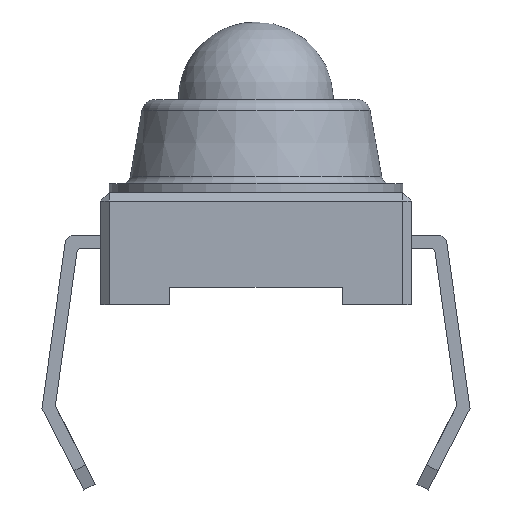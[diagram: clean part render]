
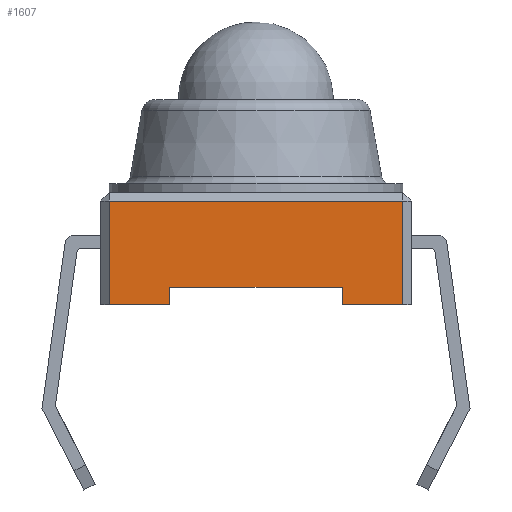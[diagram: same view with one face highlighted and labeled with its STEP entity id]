
A CAD part, front view. The second image highlights one B-rep face of the part: STEP entity #1607.
In plain terms, the highlighted planar face has unit normal (0, -1, 0).
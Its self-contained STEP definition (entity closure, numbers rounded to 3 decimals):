
#96=FACE_OUTER_BOUND('',#190,.T.);
#190=EDGE_LOOP('',(#1175,#1176,#1177,#1178,#1179,#1180,#1181,#1182));
#282=LINE('',#2310,#484);
#285=LINE('',#2316,#487);
#287=LINE('',#2321,#489);
#301=LINE('',#2349,#503);
#320=LINE('',#2387,#522);
#322=LINE('',#2391,#524);
#323=LINE('',#2394,#525);
#328=LINE('',#2402,#530);
#484=VECTOR('',#1859,10.);
#487=VECTOR('',#1864,10.);
#489=VECTOR('',#1868,10.);
#503=VECTOR('',#1890,10.);
#522=VECTOR('',#1923,10.);
#524=VECTOR('',#1927,10.);
#525=VECTOR('',#1930,10.);
#530=VECTOR('',#1941,10.);
#662=VERTEX_POINT('',#2261);
#665=VERTEX_POINT('',#2268);
#677=VERTEX_POINT('',#2312);
#680=VERTEX_POINT('',#2319);
#690=VERTEX_POINT('',#2348);
#702=VERTEX_POINT('',#2385);
#703=VERTEX_POINT('',#2389);
#704=VERTEX_POINT('',#2393);
#835=EDGE_CURVE('',#662,#665,#282,.T.);
#838=EDGE_CURVE('',#665,#677,#285,.T.);
#840=EDGE_CURVE('',#680,#662,#287,.T.);
#854=EDGE_CURVE('',#677,#690,#301,.T.);
#873=EDGE_CURVE('',#702,#680,#320,.T.);
#875=EDGE_CURVE('',#702,#703,#322,.T.);
#876=EDGE_CURVE('',#704,#690,#323,.T.);
#881=EDGE_CURVE('',#703,#704,#328,.T.);
#1175=ORIENTED_EDGE('',*,*,#840,.F.);
#1176=ORIENTED_EDGE('',*,*,#873,.F.);
#1177=ORIENTED_EDGE('',*,*,#875,.T.);
#1178=ORIENTED_EDGE('',*,*,#881,.T.);
#1179=ORIENTED_EDGE('',*,*,#876,.T.);
#1180=ORIENTED_EDGE('',*,*,#854,.F.);
#1181=ORIENTED_EDGE('',*,*,#838,.F.);
#1182=ORIENTED_EDGE('',*,*,#835,.F.);
#1526=PLANE('',#1720);
#1607=ADVANCED_FACE('',(#96),#1526,.T.);
#1720=AXIS2_PLACEMENT_3D('',#2404,#1944,#1945);
#1859=DIRECTION('',(1.,0.,0.));
#1864=DIRECTION('',(0.,0.,-1.));
#1868=DIRECTION('',(0.,0.,1.));
#1890=DIRECTION('',(-1.,0.,0.));
#1923=DIRECTION('',(-1.,0.,0.));
#1927=DIRECTION('',(0.,0.,1.));
#1930=DIRECTION('',(0.,0.,-1.));
#1941=DIRECTION('',(1.,0.,0.));
#1944=DIRECTION('center_axis',(0.,-1.,0.));
#1945=DIRECTION('ref_axis',(-1.,0.,0.));
#2261=CARTESIAN_POINT('',(-3.4,-3.7,-0.2));
#2268=CARTESIAN_POINT('',(3.4,-3.7,-0.2));
#2310=CARTESIAN_POINT('',(1.8,-3.7,-0.2));
#2312=CARTESIAN_POINT('',(3.4,-3.7,-2.6));
#2316=CARTESIAN_POINT('',(3.4,-3.7,0.));
#2319=CARTESIAN_POINT('',(-3.4,-3.7,-2.6));
#2321=CARTESIAN_POINT('',(-3.4,-3.7,0.));
#2348=CARTESIAN_POINT('',(2.,-3.7,-2.6));
#2349=CARTESIAN_POINT('',(-3.6,-3.7,-2.6));
#2385=CARTESIAN_POINT('',(-2.,-3.7,-2.6));
#2387=CARTESIAN_POINT('',(-3.6,-3.7,-2.6));
#2389=CARTESIAN_POINT('',(-2.,-3.7,-2.2));
#2391=CARTESIAN_POINT('',(-2.,-3.7,-1.3));
#2393=CARTESIAN_POINT('',(2.,-3.7,-2.2));
#2394=CARTESIAN_POINT('',(2.,-3.7,-1.1));
#2402=CARTESIAN_POINT('',(0.8,-3.7,-2.2));
#2404=CARTESIAN_POINT('Origin',(3.6,-3.7,0.));
